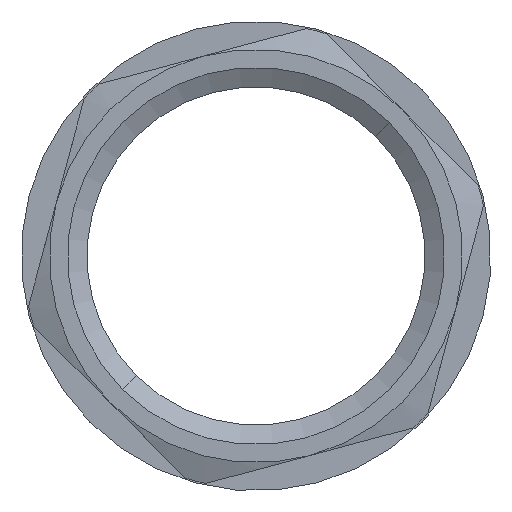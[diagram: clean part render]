
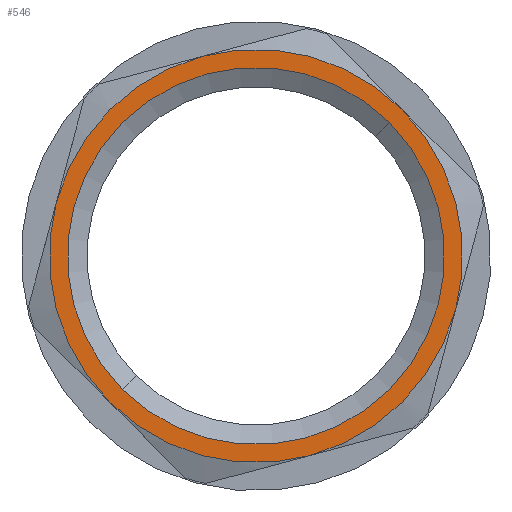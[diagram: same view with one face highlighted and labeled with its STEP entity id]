
A CAD part, left-side view. The second image highlights one B-rep face of the part: STEP entity #546.
In plain terms, the highlighted planar face has unit normal (-1, 0, 0).
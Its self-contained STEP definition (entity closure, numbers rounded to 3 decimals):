
#72=CARTESIAN_POINT('',(13.265,11.549,15.651));
#73=VERTEX_POINT('',#72);
#89=CARTESIAN_POINT('',(13.265,4.451,22.749));
#90=VERTEX_POINT('',#89);
#97=CARTESIAN_POINT('',(13.265,8.0,19.2));
#98=DIRECTION('',(-1.0,0.,0.));
#99=DIRECTION('',(0.,0.707,-0.707));
#100=AXIS2_PLACEMENT_3D('',#97,#98,#99);
#101=CIRCLE('',#100,5.02);
#102=EDGE_CURVE('',#90,#73,#101,.T.);
#219=CARTESIAN_POINT('',(13.265,8.0,19.2));
#220=DIRECTION('',(-1.0,0.,0.));
#221=DIRECTION('',(0.,0.707,-0.707));
#222=AXIS2_PLACEMENT_3D('',#219,#220,#221);
#223=CIRCLE('',#222,5.02);
#224=EDGE_CURVE('',#73,#90,#223,.T.);
#247=CARTESIAN_POINT('',(13.265,13.313,20.624));
#248=VERTEX_POINT('',#247);
#262=CARTESIAN_POINT('',(13.265,9.424,24.513));
#263=VERTEX_POINT('',#262);
#264=CARTESIAN_POINT('',(13.265,8.0,19.2));
#265=DIRECTION('',(-1.0,0.0,0.0));
#266=DIRECTION('',(0.0,0.707,0.707));
#267=AXIS2_PLACEMENT_3D('',#264,#265,#266);
#268=CIRCLE('',#267,5.5);
#269=EDGE_CURVE('',#263,#248,#268,.T.);
#303=CARTESIAN_POINT('',(13.265,2.687,17.776));
#304=VERTEX_POINT('',#303);
#318=CARTESIAN_POINT('',(13.265,6.576,13.887));
#319=VERTEX_POINT('',#318);
#320=CARTESIAN_POINT('',(13.265,8.0,19.2));
#321=DIRECTION('',(-1.0,0.0,0.0));
#322=DIRECTION('',(0.0,0.707,0.707));
#323=AXIS2_PLACEMENT_3D('',#320,#321,#322);
#324=CIRCLE('',#323,5.5);
#325=EDGE_CURVE('',#319,#304,#324,.T.);
#501=CARTESIAN_POINT('',(13.265,16.556,19.2));
#502=DIRECTION('',(1.0,0.0,0.0));
#503=DIRECTION('',(0.0,0.707,-0.707));
#504=AXIS2_PLACEMENT_3D('',#501,#502,#503);
#505=PLANE('',#504);
#506=CARTESIAN_POINT('',(13.265,4.111,23.089));
#507=VERTEX_POINT('',#506);
#508=CARTESIAN_POINT('',(13.265,8.0,19.2));
#509=DIRECTION('',(-1.0,0.0,0.0));
#510=DIRECTION('',(0.0,0.707,0.707));
#511=AXIS2_PLACEMENT_3D('',#508,#509,#510);
#512=CIRCLE('',#511,5.5);
#513=EDGE_CURVE('',#304,#507,#512,.T.);
#514=ORIENTED_EDGE('',*,*,#513,.T.);
#515=CARTESIAN_POINT('',(13.265,8.0,19.2));
#516=DIRECTION('',(-1.0,0.0,0.0));
#517=DIRECTION('',(0.0,0.707,0.707));
#518=AXIS2_PLACEMENT_3D('',#515,#516,#517);
#519=CIRCLE('',#518,5.5);
#520=EDGE_CURVE('',#507,#263,#519,.T.);
#521=ORIENTED_EDGE('',*,*,#520,.T.);
#522=ORIENTED_EDGE('',*,*,#269,.T.);
#523=CARTESIAN_POINT('',(13.265,11.889,15.311));
#524=VERTEX_POINT('',#523);
#525=CARTESIAN_POINT('',(13.265,8.0,19.2));
#526=DIRECTION('',(-1.0,0.0,0.0));
#527=DIRECTION('',(0.0,0.707,0.707));
#528=AXIS2_PLACEMENT_3D('',#525,#526,#527);
#529=CIRCLE('',#528,5.5);
#530=EDGE_CURVE('',#248,#524,#529,.T.);
#531=ORIENTED_EDGE('',*,*,#530,.T.);
#532=CARTESIAN_POINT('',(13.265,8.0,19.2));
#533=DIRECTION('',(-1.0,0.0,0.0));
#534=DIRECTION('',(0.0,0.707,0.707));
#535=AXIS2_PLACEMENT_3D('',#532,#533,#534);
#536=CIRCLE('',#535,5.5);
#537=EDGE_CURVE('',#524,#319,#536,.T.);
#538=ORIENTED_EDGE('',*,*,#537,.T.);
#539=ORIENTED_EDGE('',*,*,#325,.T.);
#540=EDGE_LOOP('',(#514,#521,#522,#531,#538,#539));
#541=FACE_OUTER_BOUND('',#540,.T.);
#542=ORIENTED_EDGE('',*,*,#102,.F.);
#543=ORIENTED_EDGE('',*,*,#224,.F.);
#544=EDGE_LOOP('',(#542,#543));
#545=FACE_BOUND('',#544,.T.);
#546=ADVANCED_FACE('',(#541,#545),#505,.F.);
